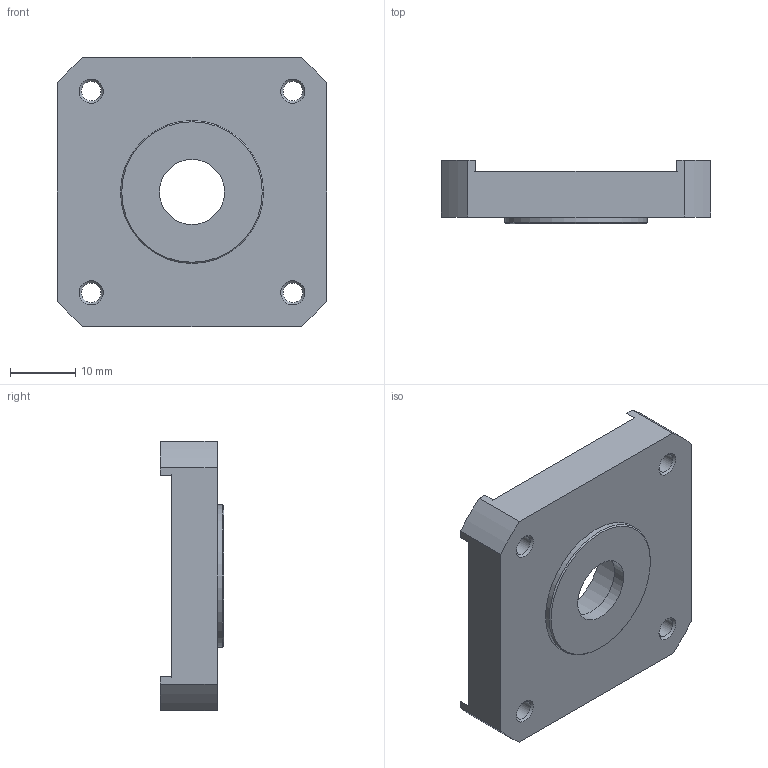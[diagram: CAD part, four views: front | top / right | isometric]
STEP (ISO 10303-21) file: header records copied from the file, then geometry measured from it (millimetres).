
FILE_DESCRIPTION(/* description */ ('Unknown'),/* implementation_level */ '2;1');
FILE_NAME(/* name */ 'front_plate',/* time_stamp */ '2025-03-15T02:56:09-05:00',/* author */ ('Unknown'),/* organization */ ('Unknown'),/* preprocessor_version */ 'ST-DEVELOPER v19.4',/* originating_system */ 'Solid Edge',/* authorisation */ 'Unknown');
FILE_SCHEMA (('AUTOMOTIVE_DESIGN {1 0 10303 214 3 1 1}'));
Length unit declared in the file: millimetre
Products named in the file (1): front_plate
Bounding box: 41.5 x 9.75 x 41.5 mm (x, y, z)
Volume: 8439.1 mm3; surface area: 6055.4 mm2
Topology: 1 solids, 1 shells, 36 faces, 89 edges, 59 vertices
Faces by surface type: cylinder 17, plane 14, cone 5
Full cylindrical faces by diameter (mm): 3 x4, 10 x1, 16 x1, 22 x2, 31 x1
Entity records: 1274 total; most frequent: DIRECTION 184, CARTESIAN_POINT 163, ORIENTED_EDGE 142, AXIS2_PLACEMENT_3D 76, EDGE_CURVE 71, EDGE_LOOP 64, FACE_BOUND 64, VERTEX_POINT 55
